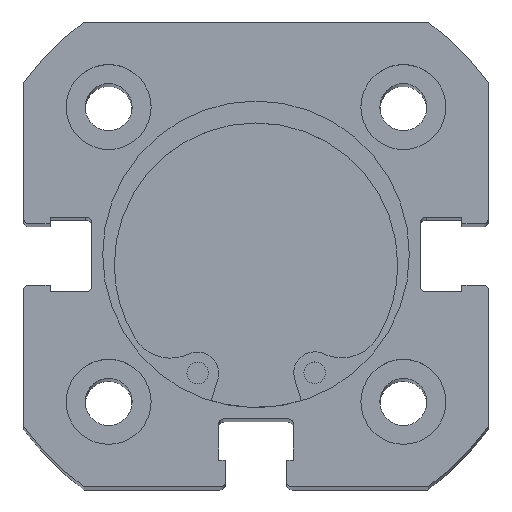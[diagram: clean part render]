
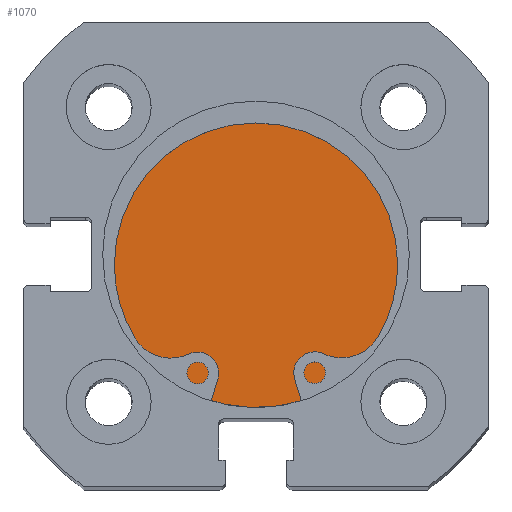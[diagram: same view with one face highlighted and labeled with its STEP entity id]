
A CAD part, top view. The second image highlights one B-rep face of the part: STEP entity #1070.
In plain terms, the highlighted face is planar.
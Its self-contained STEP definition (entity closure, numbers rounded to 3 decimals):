
#335 = VERTEX_POINT ( 'NONE', #3501 ) ;
#459 = VERTEX_POINT ( 'NONE', #3400 ) ;
#911 = EDGE_LOOP ( 'NONE', ( #5114, #5115 ) ) ;
#1070 = ADVANCED_FACE ( 'NONE', ( #1198 ), #3691, .F. ) ;
#1198 = FACE_OUTER_BOUND ( 'NONE', #911, .T. ) ;
#1552 = CIRCLE ( 'NONE', #4751, 13.5 ) ;
#1668 = CIRCLE ( 'NONE', #4796, 13.5 ) ;
#2376 = CARTESIAN_POINT ( 'NONE',  ( 6., 0., 0. ) ) ;
#2377 = DIRECTION ( 'NONE',  ( -1., 0., 0. ) ) ;
#2378 = DIRECTION ( 'NONE',  ( 0., 0., 1. ) ) ;
#2588 = CARTESIAN_POINT ( 'NONE',  ( 6., 0., 0. ) ) ;
#2604 = DIRECTION ( 'NONE',  ( -1., 0., 0. ) ) ;
#2605 = DIRECTION ( 'NONE',  ( 0., 0., 1. ) ) ;
#3400 = CARTESIAN_POINT ( 'NONE',  ( 6., 0., -13.5 ) ) ;
#3501 = CARTESIAN_POINT ( 'NONE',  ( 6., 0., 13.5 ) ) ;
#3691 = PLANE ( 'NONE',  #4607 ) ;
#3692 = CARTESIAN_POINT ( 'NONE',  ( 6., 13.5, 0. ) ) ;
#3693 = DIRECTION ( 'NONE',  ( 0., 0., 1. ) ) ;
#3694 = DIRECTION ( 'NONE',  ( -1., 0., 0. ) ) ;
#4202 = EDGE_CURVE ( 'NONE', #335, #459, #1552, .T. ) ;
#4286 = EDGE_CURVE ( 'NONE', #459, #335, #1668, .T. ) ;
#4607 = AXIS2_PLACEMENT_3D ( 'NONE', #3692, #3694, #3693 ) ;
#4751 = AXIS2_PLACEMENT_3D ( 'NONE', #2376, #2377, #2378 ) ;
#4796 = AXIS2_PLACEMENT_3D ( 'NONE', #2588, #2604, #2605 ) ;
#5114 = ORIENTED_EDGE ( 'NONE', *, *, #4202, .F. ) ;
#5115 = ORIENTED_EDGE ( 'NONE', *, *, #4286, .F. ) ;
